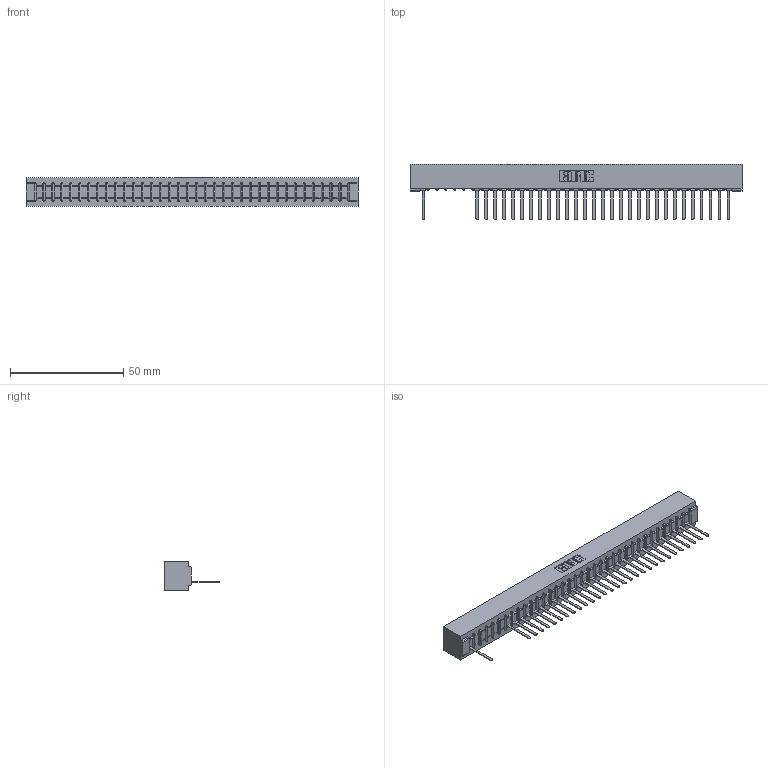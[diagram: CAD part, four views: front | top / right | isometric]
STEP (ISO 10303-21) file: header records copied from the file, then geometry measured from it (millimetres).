
FILE_DESCRIPTION (( 'STEP AP203' ), '1' );
FILE_NAME ('357-035-541-101.STEP', '2018-08-10T04:30:40', ( '' ), ( '' ), 'SwSTEP 2.0', 'SolidWorks 2016', '' );
FILE_SCHEMA (( 'CONFIG_CONTROL_DESIGN' ));
Length unit declared in the file: inch
Products named in the file (3): 307 Part_No Mounting Lugs; 307-290-002_541; 357-035-541-101
Assembly tree (31 placements, depth 2):
  357-035-541-101
    307 Part_No Mounting Lugs
    307-290-002_541  x30
Bounding box: 146.56 x 24.59 x 12.7 mm (x, y, z)
Volume: 16129.1 mm3; surface area: 20094.5 mm2
Topology: 31 solids, 31 shells, 2466 faces, 7579 edges, 4954 vertices
Faces by surface type: plane 1476, cylinder 918, sphere 72
Entity records: 31148 total; most frequent: CARTESIAN_POINT 5275, ORIENTED_EDGE 5270, DIRECTION 5121, EDGE_CURVE 2635, LINE 2017, VECTOR 2017, VERTEX_POINT 1706, AXIS2_PLACEMENT_3D 1552
